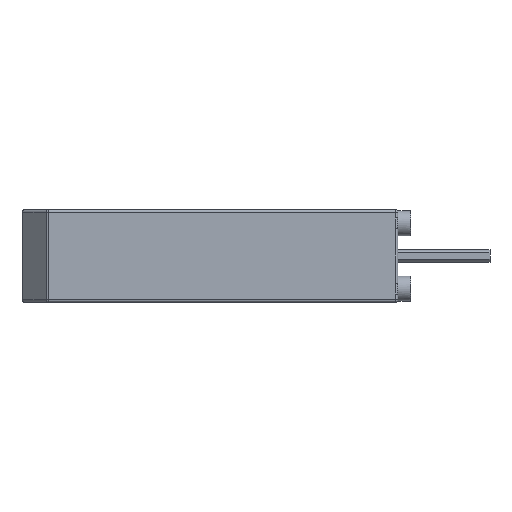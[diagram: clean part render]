
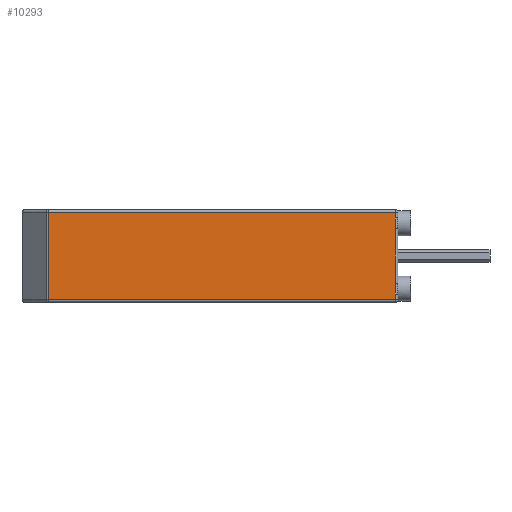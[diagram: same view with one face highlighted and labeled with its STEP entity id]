
A CAD part, left-side view. The second image highlights one B-rep face of the part: STEP entity #10293.
In plain terms, the highlighted planar face has unit normal (-1, 0, 0).
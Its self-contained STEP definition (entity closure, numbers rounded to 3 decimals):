
#2394 = ORIENTED_EDGE ( 'NONE', *, *, #2450, .T. ) ;
#2450 = EDGE_CURVE ( 'NONE', #10294, #3914, #15097, .T. ) ;
#3914 = VERTEX_POINT ( 'NONE', #15356 ) ;
#7530 = CARTESIAN_POINT ( 'NONE',  ( -3.3, 0.1, 1.518 ) ) ;
#7531 = CARTESIAN_POINT ( 'NONE',  ( -3.3, 0.1, 1.445 ) ) ;
#7532 = CARTESIAN_POINT ( 'NONE',  ( -3.3, 0.087, 1.373 ) ) ;
#7533 = CARTESIAN_POINT ( 'NONE',  ( -3.3, 0.087, 1.227 ) ) ;
#7534 = CARTESIAN_POINT ( 'NONE',  ( -3.3, 0.1, 1.155 ) ) ;
#7535 = CARTESIAN_POINT ( 'NONE',  ( -3.3, 0.1, 1.082 ) ) ;
#7557 = B_SPLINE_CURVE_WITH_KNOTS ( 'NONE', 3,
 ( #7535, #7534, #7533, #7532, #7531, #7530 ),
 .UNSPECIFIED., .F., .F.,
 ( 4, 2, 4 ),
 ( 0., 0., 0. ),
 .UNSPECIFIED. ) ;
#7617 = VECTOR ( 'NONE', #7653, 1000. ) ;
#7618 = CARTESIAN_POINT ( 'NONE',  ( -3.3, 0.1, 1.85 ) ) ;
#7619 = LINE ( 'NONE', #7618, #7617 ) ;
#7653 = DIRECTION ( 'NONE',  ( 0., 0., 1. ) ) ;
#7745 = CARTESIAN_POINT ( 'NONE',  ( -3.3, 0.1, -1.082 ) ) ;
#7746 = CARTESIAN_POINT ( 'NONE',  ( -3.3, 0.1, -1.155 ) ) ;
#7747 = CARTESIAN_POINT ( 'NONE',  ( -3.3, 0.087, -1.227 ) ) ;
#7748 = CARTESIAN_POINT ( 'NONE',  ( -3.3, 0.087, -1.373 ) ) ;
#7749 = CARTESIAN_POINT ( 'NONE',  ( -3.3, 0.1, -1.445 ) ) ;
#7750 = CARTESIAN_POINT ( 'NONE',  ( -3.3, 0.1, -1.518 ) ) ;
#7751 = B_SPLINE_CURVE_WITH_KNOTS ( 'NONE', 3,
 ( #7750, #7749, #7748, #7747, #7746, #7745 ),
 .UNSPECIFIED., .F., .F.,
 ( 4, 2, 4 ),
 ( 0., 0., 0. ),
 .UNSPECIFIED. ) ;
#7752 = CARTESIAN_POINT ( 'NONE',  ( -3.3, 0.1, 1.75 ) ) ;
#7921 = CARTESIAN_POINT ( 'NONE',  ( -3.3, 0.1, 1.85 ) ) ;
#7922 = LINE ( 'NONE', #7921, #7976 ) ;
#7930 = CARTESIAN_POINT ( 'NONE',  ( -3.3, 0.1, -1.518 ) ) ;
#7937 = DIRECTION ( 'NONE',  ( 0., 0., 1. ) ) ;
#7938 = VECTOR ( 'NONE', #7937, 1000. ) ;
#7939 = CARTESIAN_POINT ( 'NONE',  ( -3.3, 0.1, 1.85 ) ) ;
#7940 = LINE ( 'NONE', #7939, #7938 ) ;
#7975 = DIRECTION ( 'NONE',  ( 0., 0., 1. ) ) ;
#7976 = VECTOR ( 'NONE', #7975, 1000. ) ;
#7990 = DIRECTION ( 'NONE',  ( 0., 1., 0. ) ) ;
#7991 = VECTOR ( 'NONE', #7990, 1000. ) ;
#7992 = CARTESIAN_POINT ( 'NONE',  ( -3.3, 14.992, 1.75 ) ) ;
#7994 = LINE ( 'NONE', #7992, #7991 ) ;
#7995 = DIRECTION ( 'NONE',  ( 0., 0., -1. ) ) ;
#7996 = VECTOR ( 'NONE', #7995, 1000. ) ;
#7997 = CARTESIAN_POINT ( 'NONE',  ( -3.3, 13.951, 1.85 ) ) ;
#7998 = LINE ( 'NONE', #7997, #7996 ) ;
#8020 = CARTESIAN_POINT ( 'NONE',  ( -3.3, 0.1, 1.518 ) ) ;
#8021 = CARTESIAN_POINT ( 'NONE',  ( -3.3, 0.1, -1.082 ) ) ;
#8022 = CARTESIAN_POINT ( 'NONE',  ( -3.3, 13.951, 1.75 ) ) ;
#8028 = CARTESIAN_POINT ( 'NONE',  ( -3.3, 0.1, 1.082 ) ) ;
#10293 = ADVANCED_FACE ( 'NONE', ( #16598 ), #16637, .F. ) ;
#10294 = VERTEX_POINT ( 'NONE', #16632 ) ;
#10295 = EDGE_LOOP ( 'NONE', ( #2394, #24721, #24696, #24686, #24698, #24602, #24684, #24628 ) ) ;
#15097 = LINE ( 'NONE', #15159, #15158 ) ;
#15157 = DIRECTION ( 'NONE',  ( 0., -1., 0. ) ) ;
#15158 = VECTOR ( 'NONE', #15157, 1000. ) ;
#15159 = CARTESIAN_POINT ( 'NONE',  ( -3.3, 14.992, -1.75 ) ) ;
#15356 = CARTESIAN_POINT ( 'NONE',  ( -3.3, 0.1, -1.75 ) ) ;
#16598 = FACE_OUTER_BOUND ( 'NONE', #10295, .T. ) ;
#16632 = CARTESIAN_POINT ( 'NONE',  ( -3.3, 13.951, -1.75 ) ) ;
#16633 = DIRECTION ( 'NONE',  ( 0., 0., -1. ) ) ;
#16634 = DIRECTION ( 'NONE',  ( 1., 0., 0. ) ) ;
#16635 = CARTESIAN_POINT ( 'NONE',  ( -3.3, 14.992, 1.85 ) ) ;
#16636 = AXIS2_PLACEMENT_3D ( 'NONE', #16635, #16634, #16633 ) ;
#16637 = PLANE ( 'NONE',  #16636 ) ;
#24600 = EDGE_CURVE ( 'NONE', #24707, #24711, #7557, .T. ) ;
#24602 = ORIENTED_EDGE ( 'NONE', *, *, #24695, .T. ) ;
#24628 = ORIENTED_EDGE ( 'NONE', *, *, #24703, .T. ) ;
#24638 = EDGE_CURVE ( 'NONE', #3914, #24691, #7619, .T. ) ;
#24650 = VERTEX_POINT ( 'NONE', #7752 ) ;
#24651 = EDGE_CURVE ( 'NONE', #24691, #24710, #7751, .T. ) ;
#24684 = ORIENTED_EDGE ( 'NONE', *, *, #24705, .T. ) ;
#24686 = ORIENTED_EDGE ( 'NONE', *, *, #24687, .T. ) ;
#24687 = EDGE_CURVE ( 'NONE', #24710, #24707, #7940, .T. ) ;
#24691 = VERTEX_POINT ( 'NONE', #7930 ) ;
#24695 = EDGE_CURVE ( 'NONE', #24711, #24650, #7922, .T. ) ;
#24696 = ORIENTED_EDGE ( 'NONE', *, *, #24651, .T. ) ;
#24698 = ORIENTED_EDGE ( 'NONE', *, *, #24600, .T. ) ;
#24703 = EDGE_CURVE ( 'NONE', #24709, #10294, #7998, .T. ) ;
#24705 = EDGE_CURVE ( 'NONE', #24650, #24709, #7994, .T. ) ;
#24707 = VERTEX_POINT ( 'NONE', #8028 ) ;
#24709 = VERTEX_POINT ( 'NONE', #8022 ) ;
#24710 = VERTEX_POINT ( 'NONE', #8021 ) ;
#24711 = VERTEX_POINT ( 'NONE', #8020 ) ;
#24721 = ORIENTED_EDGE ( 'NONE', *, *, #24638, .T. ) ;
